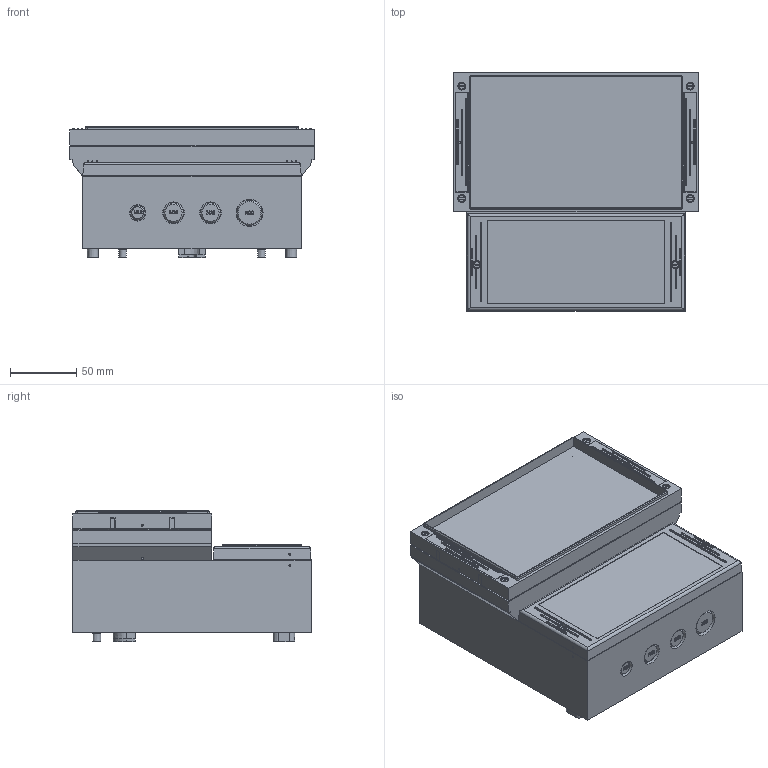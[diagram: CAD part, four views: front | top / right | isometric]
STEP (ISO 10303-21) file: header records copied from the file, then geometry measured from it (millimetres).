
FILE_DESCRIPTION((''),'2;1');
FILE_NAME('mbrca16-X20-UT+FD.stp','2009-12-09T12:32:02',('marcel.johanning'),(''),'Autodesk Inventor 2010','Autodesk Inventor 2010','');
FILE_SCHEMA(('AUTOMOTIVE_DESIGN { 1 0 10303 214 1 1 1 1 }'));
Length unit declared in the file: millimetre
Products named in the file (10): mbrca16-X20-UT+FD; mbrca16-X20-Foliendeckel; mbrca16-X20-Deckel; mbrca16-X20-UT; Stopfen GPN910-2179; DIN 7964 A  M3 x 16; Gewinde Dübel M3; mbrca16-X20-Sichtclips-16; Deckhalteplatte; 231-Adapterecke-X01
Assembly tree (28 placements, depth 2):
  mbrca16-X20-UT+FD
    mbrca16-X20-Foliendeckel
    mbrca16-X20-Deckel
    mbrca16-X20-UT
    Stopfen GPN910-2179
    DIN 7964 A  M3 x 16  x6
    Gewinde Dübel M3  x10
    mbrca16-X20-Sichtclips-16  x2
    Deckhalteplatte  x2
    231-Adapterecke-X01  x4
Bounding box: 185 x 180 x 99.5 mm (x, y, z)
Volume: 432292.6 mm3; surface area: 324680.7 mm2
Topology: 28 solids, 28 shells, 2132 faces, 5366 edges, 3509 vertices
Faces by surface type: plane 1131, bspline 483, cylinder 273, cone 232, torus 13
Full cylindrical faces by diameter (mm): 1.5 x1, 2.3 x10, 3 x6, 3.9 x10, 7 x2, 13.4 x1, 18 x1
Entity records: 61582 total; most frequent: CARTESIAN_POINT 19348, ORIENTED_EDGE 8740, DIRECTION 7830, EDGE_CURVE 4370, VERTEX_POINT 3014, VECTOR 2754, LINE 2754, AXIS2_PLACEMENT_3D 2538
